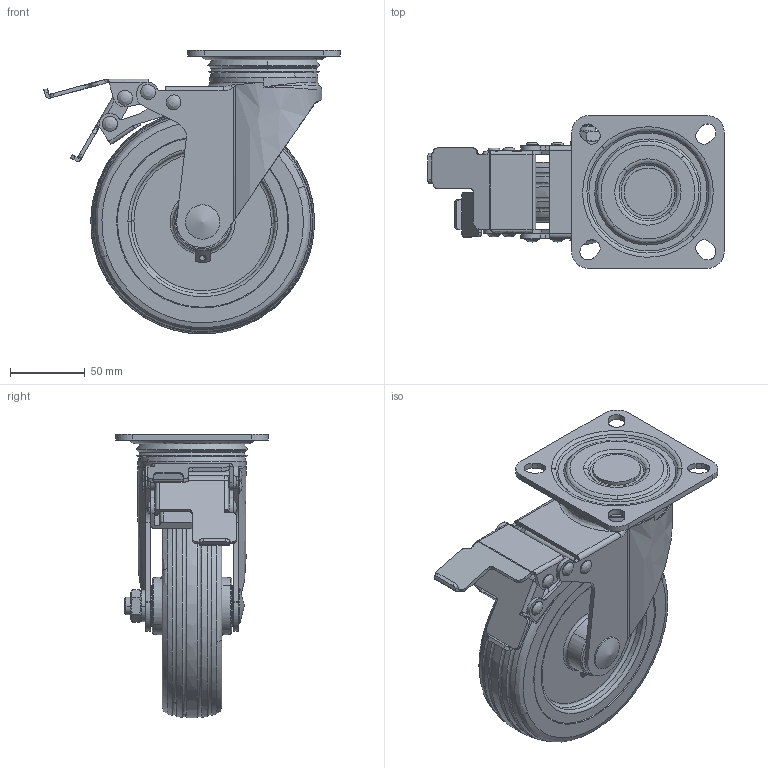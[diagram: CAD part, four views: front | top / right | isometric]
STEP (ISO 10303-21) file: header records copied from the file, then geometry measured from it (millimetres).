
FILE_DESCRIPTION((''),'2;1');
FILE_NAME('','2008-05-03T15:30:39',(''),(''),'','CADfix','');
FILE_SCHEMA(('AUTOMOTIVE_DESIGN { 1 0 10303 214 1 1 1 1 }'));
Length unit declared in the file: millimetre
Bounding box: 198.27 x 102 x 189.88 mm (x, y, z)
Volume: 766863.1 mm3; surface area: 163991.4 mm2
Topology: 5 solids, 43 shells, 480 faces, 1650 edges, 1207 vertices
Faces by surface type: bspline 480
Entity records: 25456 total; most frequent: CARTESIAN_POINT 16568, ORIENTED_EDGE 2932, EDGE_CURVE 1634, VERTEX_POINT 1207, EDGE_LOOP 557, QUASI_UNIFORM_CURVE 513, FACE_OUTER_BOUND 480, ADVANCED_FACE 480
